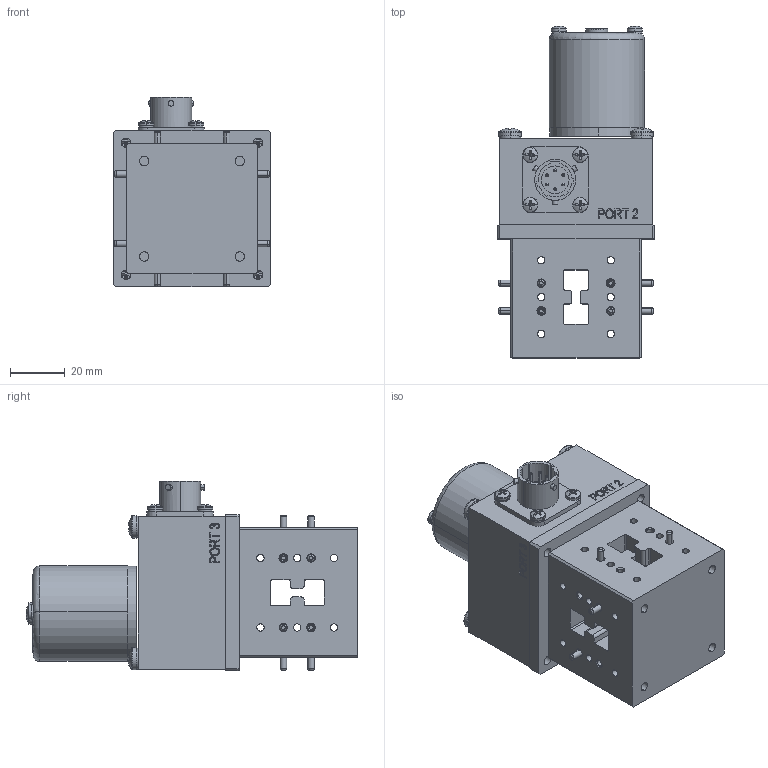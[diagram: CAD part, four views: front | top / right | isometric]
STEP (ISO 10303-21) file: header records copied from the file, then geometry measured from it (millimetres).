
FILE_DESCRIPTION (( 'STEP AP203' ), '1' );
FILE_NAME ('WRD580 STD SMI.STEP', '2016-08-25T20:17:32', ( '' ), ( '' ), 'SwSTEP 2.0', 'SolidWorks 2016', '' );
FILE_SCHEMA (( 'CONFIG_CONTROL_DESIGN' ));
Length unit declared in the file: inch
Products named in the file (1): WRD580 STD SMI
Bounding box: 57.15 x 121.43 x 69.44 mm (x, y, z)
Surface area: 41074.6 mm2 (no closed solid volume)
Topology: 0 solids, 45 shells, 719 faces, 2308 edges, 1618 vertices
Faces by surface type: plane 314, cylinder 245, torus 56, bspline 44, cone 40, sphere 20
Entity records: 30489 total; most frequent: CARTESIAN_POINT 10368, DIRECTION 4226, ORIENTED_EDGE 3684, EDGE_CURVE 2308, VERTEX_POINT 1618, AXIS2_PLACEMENT_3D 1574, LINE 1078, VECTOR 1078
